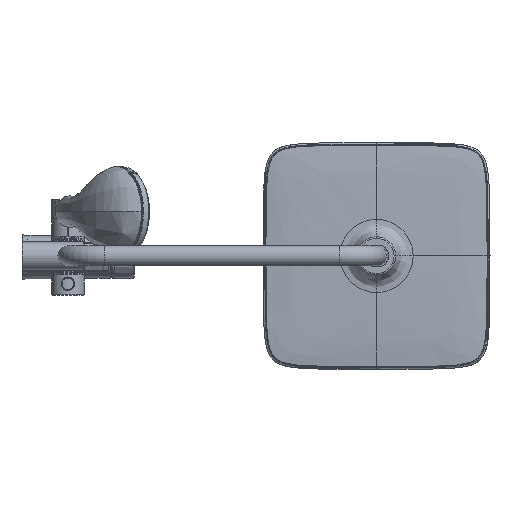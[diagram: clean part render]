
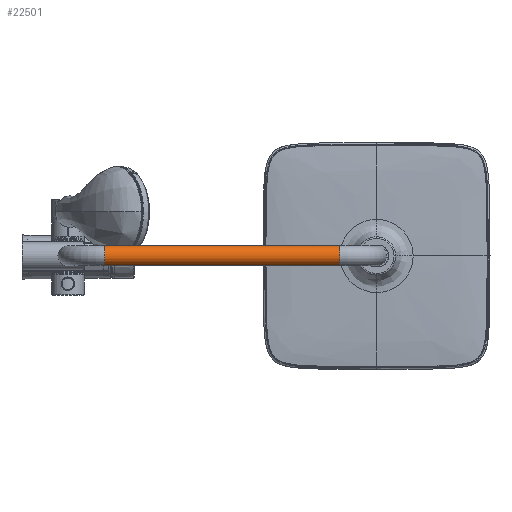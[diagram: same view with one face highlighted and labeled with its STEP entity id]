
A CAD part, top view. The second image highlights one B-rep face of the part: STEP entity #22501.
In plain terms, the highlighted cylindrical face has radius 11 mm (diameter 22 mm), a full revolution.
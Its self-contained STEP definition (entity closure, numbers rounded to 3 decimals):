
#4899=CYLINDRICAL_SURFACE('',#28082,11.);
#6053=ORIENTED_EDGE('',*,*,#11274,.T.);
#6054=ORIENTED_EDGE('',*,*,#11275,.F.);
#11274=EDGE_CURVE('',#15104,#15104,#17963,.F.);
#11275=EDGE_CURVE('',#15105,#15105,#17964,.F.);
#15104=VERTEX_POINT('',#40321);
#15105=VERTEX_POINT('',#40324);
#17963=CIRCLE('',#28081,11.);
#17964=CIRCLE('',#28083,11.);
#18740=EDGE_LOOP('',(#6053));
#18741=EDGE_LOOP('',(#6054));
#20621=FACE_BOUND('',#18740,.T.);
#20622=FACE_BOUND('',#18741,.T.);
#22501=ADVANCED_FACE('',(#20621,#20622),#4899,.T.);
#28081=AXIS2_PLACEMENT_3D('',#40320,#29753,#29754);
#28082=AXIS2_PLACEMENT_3D('',#40322,#29755,#29756);
#28083=AXIS2_PLACEMENT_3D('',#40323,#29757,#29758);
#29753=DIRECTION('',(1.,0.,0.));
#29754=DIRECTION('',(0.,0.,1.));
#29755=DIRECTION('',(1.,0.,0.));
#29756=DIRECTION('',(0.,0.,-1.));
#29757=DIRECTION('',(1.,0.,0.));
#29758=DIRECTION('',(0.,0.,1.));
#40320=CARTESIAN_POINT('',(299.5,0.,720.026));
#40321=CARTESIAN_POINT('',(299.5,0.,731.026));
#40322=CARTESIAN_POINT('',(40.5,0.,720.026));
#40323=CARTESIAN_POINT('',(40.5,0.,720.026));
#40324=CARTESIAN_POINT('',(40.5,0.,731.026));
